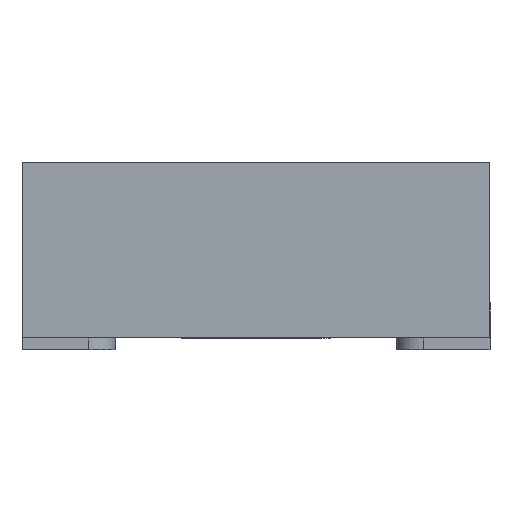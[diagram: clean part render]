
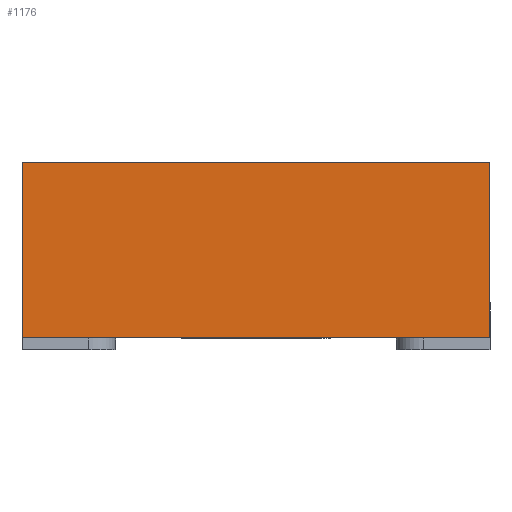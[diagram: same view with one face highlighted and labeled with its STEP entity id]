
A CAD part, front view. The second image highlights one B-rep face of the part: STEP entity #1176.
In plain terms, the highlighted planar face has unit normal (0, -1, 0).
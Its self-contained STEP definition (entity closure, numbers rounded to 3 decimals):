
#651 = VERTEX_POINT('',#652);
#652 = CARTESIAN_POINT('',(-1.,-1.,0.8));
#658 = EDGE_CURVE('',#651,#659,#661,.T.);
#659 = VERTEX_POINT('',#660);
#660 = CARTESIAN_POINT('',(1.,-1.,0.8));
#661 = LINE('',#662,#663);
#662 = CARTESIAN_POINT('',(1.,-1.,0.8));
#663 = VECTOR('',#664,1.);
#664 = DIRECTION('',(1.,0.,0.));
#689 = VERTEX_POINT('',#690);
#690 = CARTESIAN_POINT('',(1.,-1.,0.05));
#696 = EDGE_CURVE('',#697,#689,#699,.T.);
#697 = VERTEX_POINT('',#698);
#698 = CARTESIAN_POINT('',(-1.,-1.,0.05));
#699 = LINE('',#700,#701);
#700 = CARTESIAN_POINT('',(1.,-1.,0.05));
#701 = VECTOR('',#702,1.);
#702 = DIRECTION('',(1.,0.,0.));
#1164 = EDGE_CURVE('',#651,#697,#1165,.T.);
#1165 = LINE('',#1166,#1167);
#1166 = CARTESIAN_POINT('',(-1.,-1.,0.8));
#1167 = VECTOR('',#1168,1.);
#1168 = DIRECTION('',(0.,0.,-1.));
#1176 = ADVANCED_FACE('',(#1177),#1188,.F.);
#1177 = FACE_BOUND('',#1178,.T.);
#1178 = EDGE_LOOP('',(#1179,#1180,#1186,#1187));
#1179 = ORIENTED_EDGE('',*,*,#696,.T.);
#1180 = ORIENTED_EDGE('',*,*,#1181,.F.);
#1181 = EDGE_CURVE('',#659,#689,#1182,.T.);
#1182 = LINE('',#1183,#1184);
#1183 = CARTESIAN_POINT('',(1.,-1.,0.8));
#1184 = VECTOR('',#1185,1.);
#1185 = DIRECTION('',(0.,0.,-1.));
#1186 = ORIENTED_EDGE('',*,*,#658,.F.);
#1187 = ORIENTED_EDGE('',*,*,#1164,.T.);
#1188 = PLANE('',#1189);
#1189 = AXIS2_PLACEMENT_3D('',#1190,#1191,#1192);
#1190 = CARTESIAN_POINT('',(1.,-1.,0.8));
#1191 = DIRECTION('',(0.,1.,0.));
#1192 = DIRECTION('',(-1.,0.,0.));
